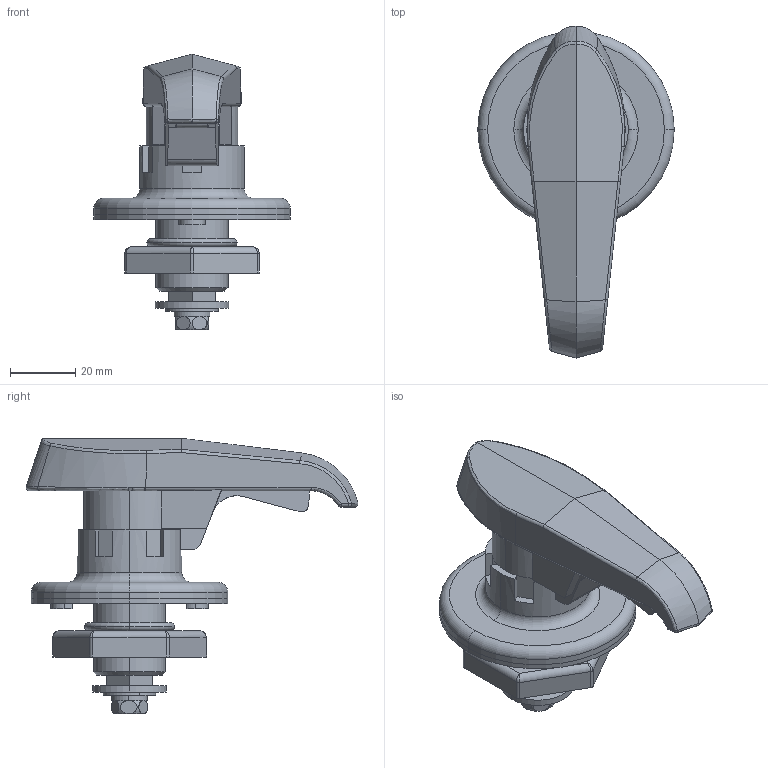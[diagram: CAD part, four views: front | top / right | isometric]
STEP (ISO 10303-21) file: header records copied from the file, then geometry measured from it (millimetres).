
FILE_DESCRIPTION (( 'STEP AP203' ), '1' );
FILE_NAME ('sone3D.STEP', '2016-03-02T06:44:13', ( '' ), ( '' ), 'SwSTEP 2.0', 'SolidWorks 2012', '' );
FILE_SCHEMA (( 'CONFIG_CONTROL_DESIGN' ));
Length unit declared in the file: millimetre
Products named in the file (9): sone3D; A-1140-W-3平ワッシャー_; A-1140-W-3角穴スペーサ__t2.0; A-1140-W-3M6僱僕__M6亊14; A-1140-W-3リングワッシャー_; A-1140-W-3六角ナット_; A-1140-W-3僷僢僉儞_; A-1140-W-3受座_; A-1140-W-3本体__-3-2(鍵無し)
Assembly tree (8 placements, depth 2):
  sone3D
    A-1140-W-3本体__-3-2(鍵無し)
    A-1140-W-3受座_
    A-1140-W-3僷僢僉儞_
    A-1140-W-3六角ナット_
    A-1140-W-3リングワッシャー_
    A-1140-W-3M6僱僕__M6亊14
    A-1140-W-3角穴スペーサ__t2.0
    A-1140-W-3平ワッシャー_
Bounding box: 60 x 101.39 x 84.1 mm (x, y, z)
Volume: 89224.8 mm3; surface area: 35828.7 mm2
Topology: 8 solids, 8 shells, 250 faces, 587 edges, 363 vertices
Faces by surface type: plane 115, cylinder 80, bspline 32, torus 14, sphere 5, cone 4
Entity records: 9540 total; most frequent: CARTESIAN_POINT 3060, ORIENTED_EDGE 1162, DIRECTION 1134, EDGE_CURVE 581, AXIS2_PLACEMENT_3D 420, VERTEX_POINT 363, VECTOR 294, LINE 294
